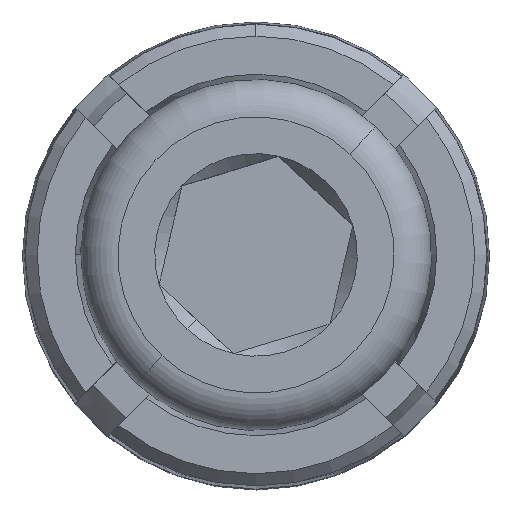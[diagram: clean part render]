
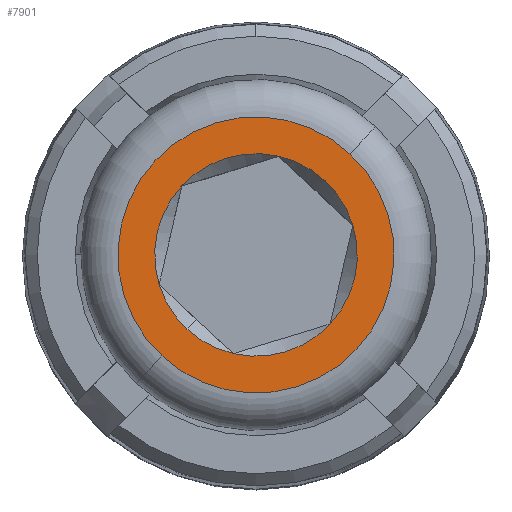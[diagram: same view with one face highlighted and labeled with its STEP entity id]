
A CAD part, top view. The second image highlights one B-rep face of the part: STEP entity #7901.
In plain terms, the highlighted face is planar.
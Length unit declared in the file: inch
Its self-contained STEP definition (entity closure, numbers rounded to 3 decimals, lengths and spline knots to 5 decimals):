
#86 = EDGE_CURVE ( 'NONE', #4576, #6456, #8681, .T. ) ;
#134 = EDGE_LOOP ( 'NONE', ( #4922, #6629, #1703, #6265, #8380, #8967, #6558 ) ) ;
#241 = CARTESIAN_POINT ( 'NONE',  ( 0., -0.05413, -0.75 ) ) ;
#278 = CARTESIAN_POINT ( 'NONE',  ( -0.04687, -0.02706, -0.75 ) ) ;
#440 = DIRECTION ( 'NONE',  ( 0., 0., -1. ) ) ;
#786 = CARTESIAN_POINT ( 'NONE',  ( 0., 0., -0.75 ) ) ;
#897 = CARTESIAN_POINT ( 'NONE',  ( 0., 0.05413, -0.75 ) ) ;
#1103 = VERTEX_POINT ( 'NONE', #4964 ) ;
#1174 = DIRECTION ( 'NONE',  ( 0., 0., 1. ) ) ;
#1433 = CIRCLE ( 'NONE', #6146, 0.05413 ) ;
#1493 = DIRECTION ( 'NONE',  ( -1., 0., 0. ) ) ;
#1608 = FACE_OUTER_BOUND ( 'NONE', #7145, .T. ) ;
#1703 = ORIENTED_EDGE ( 'NONE', *, *, #4136, .F. ) ;
#1775 = CIRCLE ( 'NONE', #2322, 0.05413 ) ;
#1828 = FACE_BOUND ( 'NONE', #134, .T. ) ;
#1845 = AXIS2_PLACEMENT_3D ( 'NONE', #7930, #3744, #8637 ) ;
#1890 = CARTESIAN_POINT ( 'NONE',  ( 0.04688, 0.02706, -0.75 ) ) ;
#2024 = VERTEX_POINT ( 'NONE', #1890 ) ;
#2073 = EDGE_CURVE ( 'NONE', #6403, #5757, #8670, .T. ) ;
#2226 = DIRECTION ( 'NONE',  ( 0., 0., 1. ) ) ;
#2232 = DIRECTION ( 'NONE',  ( 0., 0., -1. ) ) ;
#2322 = AXIS2_PLACEMENT_3D ( 'NONE', #3120, #8021, #3832 ) ;
#2465 = CARTESIAN_POINT ( 'NONE',  ( 0., 0., -0.75 ) ) ;
#2663 = DIRECTION ( 'NONE',  ( -1., 0., 0. ) ) ;
#2749 = AXIS2_PLACEMENT_3D ( 'NONE', #5347, #1174, #6045 ) ;
#2908 = CARTESIAN_POINT ( 'NONE',  ( 0.07375, 0., -0.75 ) ) ;
#2942 = AXIS2_PLACEMENT_3D ( 'NONE', #8370, #440, #2663 ) ;
#3067 = DIRECTION ( 'NONE',  ( 0., 0., -1. ) ) ;
#3120 = CARTESIAN_POINT ( 'NONE',  ( 0., 0., -0.75 ) ) ;
#3156 = DIRECTION ( 'NONE',  ( -1., 0., 0. ) ) ;
#3195 = EDGE_CURVE ( 'NONE', #1103, #4576, #3848, .T. ) ;
#3242 = ORIENTED_EDGE ( 'NONE', *, *, #2073, .F. ) ;
#3257 = EDGE_CURVE ( 'NONE', #3400, #3348, #1775, .T. ) ;
#3348 = VERTEX_POINT ( 'NONE', #241 ) ;
#3400 = VERTEX_POINT ( 'NONE', #4542 ) ;
#3744 = DIRECTION ( 'NONE',  ( 0., 0., -1. ) ) ;
#3832 = DIRECTION ( 'NONE',  ( -1., 0., 0. ) ) ;
#3848 = CIRCLE ( 'NONE', #7659, 0.05413 ) ;
#3998 = CIRCLE ( 'NONE', #6382, 0.05413 ) ;
#4015 = CIRCLE ( 'NONE', #1845, 0.05413 ) ;
#4030 = DIRECTION ( 'NONE',  ( 0., 0., -1. ) ) ;
#4078 = EDGE_CURVE ( 'NONE', #5757, #6403, #7220, .T. ) ;
#4136 = EDGE_CURVE ( 'NONE', #8713, #1103, #1433, .T. ) ;
#4437 = CARTESIAN_POINT ( 'NONE',  ( -0.07375, 0., -0.75 ) ) ;
#4542 = CARTESIAN_POINT ( 'NONE',  ( 0.04687, -0.02706, -0.75 ) ) ;
#4576 = VERTEX_POINT ( 'NONE', #6250 ) ;
#4656 = EDGE_CURVE ( 'NONE', #2024, #3400, #7873, .T. ) ;
#4906 = ORIENTED_EDGE ( 'NONE', *, *, #4078, .F. ) ;
#4922 = ORIENTED_EDGE ( 'NONE', *, *, #86, .F. ) ;
#4964 = CARTESIAN_POINT ( 'NONE',  ( -0.05413, 0., -0.75 ) ) ;
#5347 = CARTESIAN_POINT ( 'NONE',  ( 0., 0., -0.75 ) ) ;
#5662 = DIRECTION ( 'NONE',  ( 0., 0., -1. ) ) ;
#5757 = VERTEX_POINT ( 'NONE', #4437 ) ;
#6045 = DIRECTION ( 'NONE',  ( 1., 0., 0. ) ) ;
#6137 = AXIS2_PLACEMENT_3D ( 'NONE', #6395, #2226, #7103 ) ;
#6146 = AXIS2_PLACEMENT_3D ( 'NONE', #8219, #4030, #8933 ) ;
#6250 = CARTESIAN_POINT ( 'NONE',  ( -0.04687, 0.02706, -0.75 ) ) ;
#6265 = ORIENTED_EDGE ( 'NONE', *, *, #8234, .F. ) ;
#6371 = CARTESIAN_POINT ( 'NONE',  ( 0., 0., -0.75 ) ) ;
#6382 = AXIS2_PLACEMENT_3D ( 'NONE', #2465, #7351, #3156 ) ;
#6395 = CARTESIAN_POINT ( 'NONE',  ( 0., 0., -0.75 ) ) ;
#6401 = PLANE ( 'NONE',  #8316 ) ;
#6403 = VERTEX_POINT ( 'NONE', #2908 ) ;
#6456 = VERTEX_POINT ( 'NONE', #897 ) ;
#6558 = ORIENTED_EDGE ( 'NONE', *, *, #6871, .F. ) ;
#6629 = ORIENTED_EDGE ( 'NONE', *, *, #3195, .F. ) ;
#6871 = EDGE_CURVE ( 'NONE', #6456, #2024, #4015, .T. ) ;
#7103 = DIRECTION ( 'NONE',  ( 1., 0., 0. ) ) ;
#7109 = DIRECTION ( 'NONE',  ( -1., 0., 0. ) ) ;
#7145 = EDGE_LOOP ( 'NONE', ( #3242, #4906 ) ) ;
#7220 = CIRCLE ( 'NONE', #2749, 0.07375 ) ;
#7258 = CARTESIAN_POINT ( 'NONE',  ( 0., 0., -0.75 ) ) ;
#7351 = DIRECTION ( 'NONE',  ( 0., 0., -1. ) ) ;
#7659 = AXIS2_PLACEMENT_3D ( 'NONE', #7258, #3067, #7960 ) ;
#7873 = CIRCLE ( 'NONE', #9070, 0.05413 ) ;
#7901 = ADVANCED_FACE ( 'NONE', ( #1828, #1608 ), #6401, .T. ) ;
#7930 = CARTESIAN_POINT ( 'NONE',  ( 0., 0., -0.75 ) ) ;
#7960 = DIRECTION ( 'NONE',  ( -1., 0., 0. ) ) ;
#8021 = DIRECTION ( 'NONE',  ( 0., 0., -1. ) ) ;
#8219 = CARTESIAN_POINT ( 'NONE',  ( 0., 0., -0.75 ) ) ;
#8234 = EDGE_CURVE ( 'NONE', #3348, #8713, #3998, .T. ) ;
#8316 = AXIS2_PLACEMENT_3D ( 'NONE', #6371, #2232, #7109 ) ;
#8370 = CARTESIAN_POINT ( 'NONE',  ( 0., 0., -0.75 ) ) ;
#8380 = ORIENTED_EDGE ( 'NONE', *, *, #3257, .F. ) ;
#8637 = DIRECTION ( 'NONE',  ( -1., 0., 0. ) ) ;
#8670 = CIRCLE ( 'NONE', #6137, 0.07375 ) ;
#8681 = CIRCLE ( 'NONE', #2942, 0.05413 ) ;
#8713 = VERTEX_POINT ( 'NONE', #278 ) ;
#8933 = DIRECTION ( 'NONE',  ( -1., 0., 0. ) ) ;
#8967 = ORIENTED_EDGE ( 'NONE', *, *, #4656, .F. ) ;
#9070 = AXIS2_PLACEMENT_3D ( 'NONE', #786, #5662, #1493 ) ;
